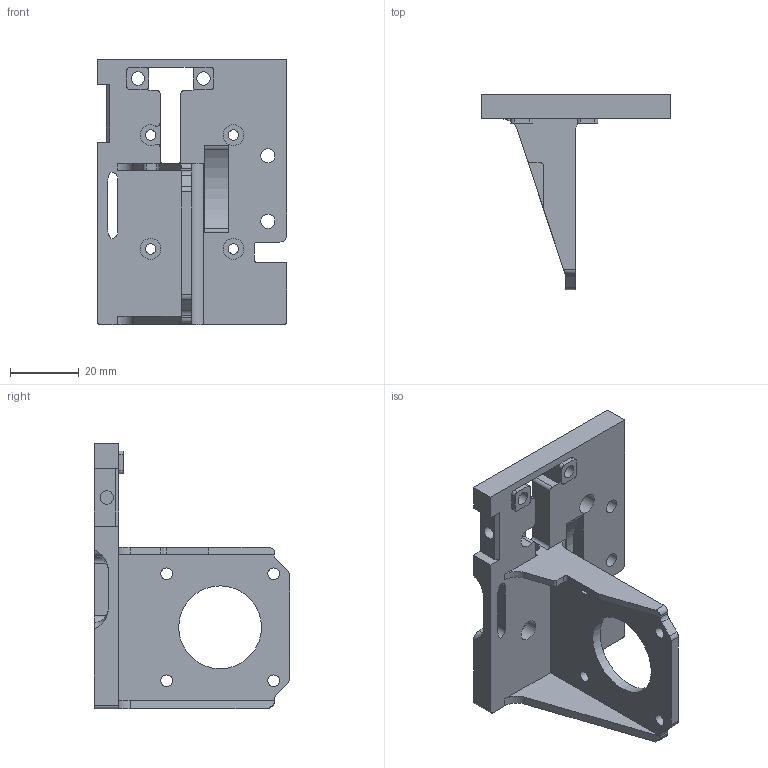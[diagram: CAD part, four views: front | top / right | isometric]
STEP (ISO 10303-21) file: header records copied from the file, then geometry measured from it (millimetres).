
FILE_DESCRIPTION(/* description */ ('STEP AP214'),/* implementation_level */ '2;1');
FILE_NAME(/* name */ '60454d7785bdcf1887484fcd',/* time_stamp */ '2021-03-07T22:02:32+00:00',/* author */ (''),/* organization */ (''),/* preprocessor_version */ 'ST-DEVELOPER v18.1',/* originating_system */ ' ',/* authorisation */ ' ');
FILE_SCHEMA (('AUTOMOTIVE_DESIGN {1 0 10303 214 3 1 1}'));
Length unit declared in the file: metre
Products named in the file (1): extruder_carriage
Bounding box: 55 x 56.6 x 77 mm (x, y, z)
Volume: 30584.4 mm3; surface area: 17292 mm2
Topology: 1 solids, 1 shells, 128 faces, 359 edges, 239 vertices
Faces by surface type: plane 66, cylinder 60, torus 2
Full cylindrical faces by diameter (mm): 3 x4, 3.382 x4, 3.4 x1, 3.9 x3, 3.96 x1, 4.1 x2, 5 x1, 6 x3, 24 x1
Entity records: 4146 total; most frequent: CARTESIAN_POINT 734, DIRECTION 708, ORIENTED_EDGE 674, EDGE_CURVE 337, AXIS2_PLACEMENT_3D 251, VERTEX_POINT 237, LINE 206, VECTOR 206
